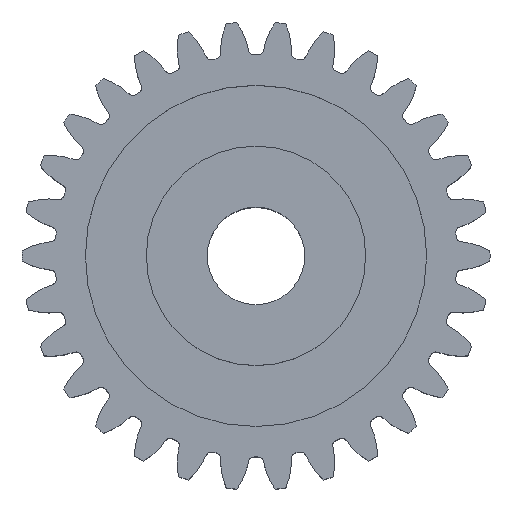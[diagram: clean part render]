
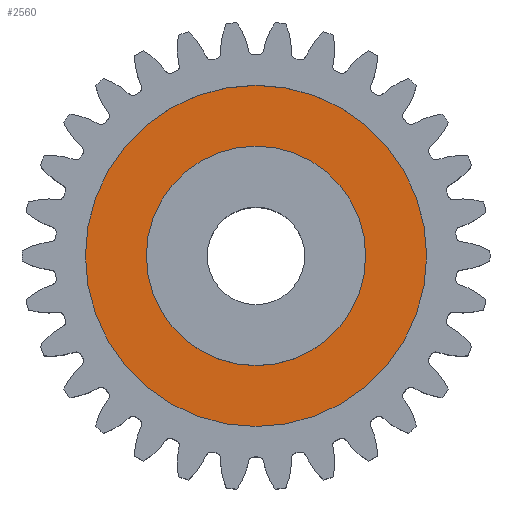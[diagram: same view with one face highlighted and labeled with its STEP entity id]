
A CAD part, top view. The second image highlights one B-rep face of the part: STEP entity #2560.
In plain terms, the highlighted planar face has unit normal (0, 0, 1).
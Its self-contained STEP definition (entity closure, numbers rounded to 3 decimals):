
#193 = EDGE_CURVE ( 'NONE', #306, #360, #3172, .T. ) ;
#304 = EDGE_CURVE ( 'NONE', #308, #321, #3356, .T. ) ;
#306 = VERTEX_POINT ( 'NONE', #3367 ) ;
#308 = VERTEX_POINT ( 'NONE', #3363 ) ;
#321 = VERTEX_POINT ( 'NONE', #3404 ) ;
#360 = VERTEX_POINT ( 'NONE', #3471 ) ;
#2560 = ADVANCED_FACE ( 'NONE', ( #7097, #7116 ), #7088, .F. ) ;
#2601 = EDGE_CURVE ( 'NONE', #360, #306, #7099, .T. ) ;
#2607 = EDGE_LOOP ( 'NONE', ( #2773, #2775 ) ) ;
#2617 = ORIENTED_EDGE ( 'NONE', *, *, #2601, .F. ) ;
#2618 = ORIENTED_EDGE ( 'NONE', *, *, #193, .F. ) ;
#2619 = EDGE_LOOP ( 'NONE', ( #2617, #2618 ) ) ;
#2773 = ORIENTED_EDGE ( 'NONE', *, *, #304, .T. ) ;
#2775 = ORIENTED_EDGE ( 'NONE', *, *, #2777, .T. ) ;
#2777 = EDGE_CURVE ( 'NONE', #321, #308, #7247, .T. ) ;
#3104 = DIRECTION ( 'NONE',  ( -1., 0., 0. ) ) ;
#3105 = DIRECTION ( 'NONE',  ( 0., 0., -1. ) ) ;
#3106 = CARTESIAN_POINT ( 'NONE',  ( 0., 0., 7.75 ) ) ;
#3107 = AXIS2_PLACEMENT_3D ( 'NONE', #3106, #3105, #3104 ) ;
#3172 = CIRCLE ( 'NONE', #3107, 14. ) ;
#3356 = CIRCLE ( 'NONE', #3366, 9. ) ;
#3363 = CARTESIAN_POINT ( 'NONE',  ( -9., 0., 7.75 ) ) ;
#3364 = DIRECTION ( 'NONE',  ( -1., 0., 0. ) ) ;
#3365 = DIRECTION ( 'NONE',  ( 0., 0., -1. ) ) ;
#3366 = AXIS2_PLACEMENT_3D ( 'NONE', #3400, #3365, #3364 ) ;
#3367 = CARTESIAN_POINT ( 'NONE',  ( 14., 0., 7.75 ) ) ;
#3400 = CARTESIAN_POINT ( 'NONE',  ( 0., 0., 7.75 ) ) ;
#3404 = CARTESIAN_POINT ( 'NONE',  ( 9., 0., 7.75 ) ) ;
#3471 = CARTESIAN_POINT ( 'NONE',  ( -14., 0., 7.75 ) ) ;
#7086 = DIRECTION ( 'NONE',  ( 0., 0., -1. ) ) ;
#7088 = PLANE ( 'NONE',  #7125 ) ;
#7091 = CARTESIAN_POINT ( 'NONE',  ( 0., 0., 7.75 ) ) ;
#7097 = FACE_BOUND ( 'NONE', #2607, .T. ) ;
#7099 = CIRCLE ( 'NONE', #7120, 14. ) ;
#7107 = DIRECTION ( 'NONE',  ( -1., 0., 0. ) ) ;
#7116 = FACE_OUTER_BOUND ( 'NONE', #2619, .T. ) ;
#7117 = DIRECTION ( 'NONE',  ( -1., 0., 0. ) ) ;
#7118 = DIRECTION ( 'NONE',  ( 0., 0., -1. ) ) ;
#7119 = CARTESIAN_POINT ( 'NONE',  ( 0., 0., 7.75 ) ) ;
#7120 = AXIS2_PLACEMENT_3D ( 'NONE', #7119, #7118, #7117 ) ;
#7125 = AXIS2_PLACEMENT_3D ( 'NONE', #7091, #7086, #7107 ) ;
#7242 = AXIS2_PLACEMENT_3D ( 'NONE', #7285, #7284, #7283 ) ;
#7247 = CIRCLE ( 'NONE', #7242, 9. ) ;
#7283 = DIRECTION ( 'NONE',  ( -1., 0., 0. ) ) ;
#7284 = DIRECTION ( 'NONE',  ( 0., 0., -1. ) ) ;
#7285 = CARTESIAN_POINT ( 'NONE',  ( 0., 0., 7.75 ) ) ;
